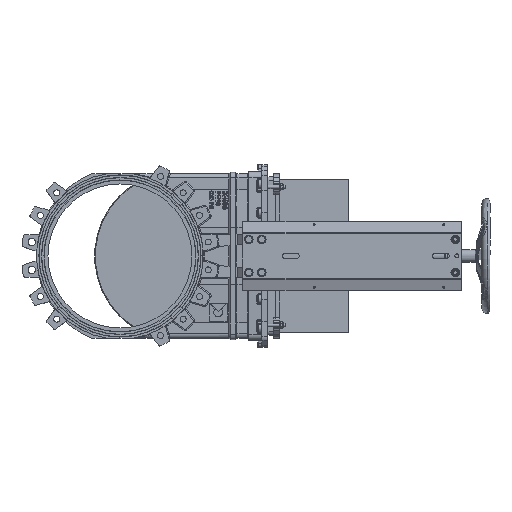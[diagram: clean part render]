
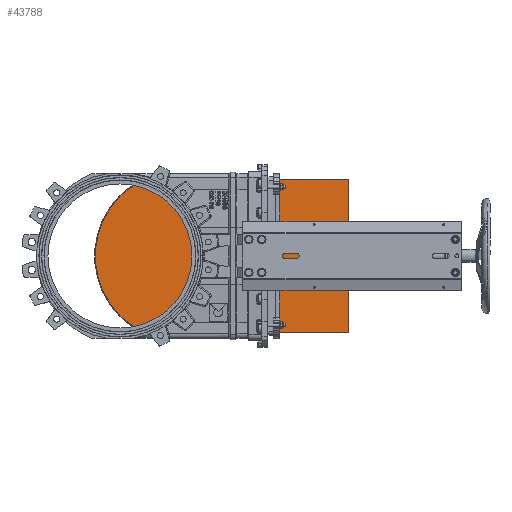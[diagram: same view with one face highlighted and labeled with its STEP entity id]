
A CAD part, top view. The second image highlights one B-rep face of the part: STEP entity #43788.
In plain terms, the highlighted face is planar.
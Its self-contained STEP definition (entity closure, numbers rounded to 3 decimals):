
#820=FACE_BOUND('',#8166,.T.);
#821=FACE_BOUND('',#8167,.T.);
#822=FACE_BOUND('',#8168,.T.);
#823=FACE_BOUND('',#8169,.T.);
#824=FACE_BOUND('',#8170,.T.);
#825=FACE_BOUND('',#8171,.T.);
#1859=PLANE('',#47535);
#5500=FACE_OUTER_BOUND('',#8165,.T.);
#8165=EDGE_LOOP('',(#37744,#37745,#37746,#37747));
#8166=EDGE_LOOP('',(#37748));
#8167=EDGE_LOOP('',(#37749));
#8168=EDGE_LOOP('',(#37750));
#8169=EDGE_LOOP('',(#37751));
#8170=EDGE_LOOP('',(#37752));
#8171=EDGE_LOOP('',(#37753));
#11616=LINE('',#78621,#15270);
#11617=LINE('',#78623,#15271);
#11618=LINE('',#78624,#15272);
#15270=VECTOR('',#56823,10.);
#15271=VECTOR('',#56824,10.);
#15272=VECTOR('',#56825,10.);
#17524=CIRCLE('',#47534,292.);
#17525=CIRCLE('',#47536,6.25);
#17526=CIRCLE('',#47537,6.25);
#17527=CIRCLE('',#47538,6.25);
#17528=CIRCLE('',#47539,6.25);
#17529=CIRCLE('',#47540,6.25);
#17530=CIRCLE('',#47541,6.25);
#20871=VERTEX_POINT('',#78589);
#20874=VERTEX_POINT('',#78605);
#20875=VERTEX_POINT('',#78620);
#20876=VERTEX_POINT('',#78622);
#20877=VERTEX_POINT('',#78625);
#20878=VERTEX_POINT('',#78627);
#20879=VERTEX_POINT('',#78629);
#20880=VERTEX_POINT('',#78631);
#20881=VERTEX_POINT('',#78633);
#20882=VERTEX_POINT('',#78635);
#26691=EDGE_CURVE('',#20874,#20871,#17524,.T.);
#26692=EDGE_CURVE('',#20875,#20874,#11616,.T.);
#26693=EDGE_CURVE('',#20876,#20875,#11617,.T.);
#26694=EDGE_CURVE('',#20871,#20876,#11618,.T.);
#26695=EDGE_CURVE('',#20877,#20877,#17525,.T.);
#26696=EDGE_CURVE('',#20878,#20878,#17526,.T.);
#26697=EDGE_CURVE('',#20879,#20879,#17527,.T.);
#26698=EDGE_CURVE('',#20880,#20880,#17528,.T.);
#26699=EDGE_CURVE('',#20881,#20881,#17529,.T.);
#26700=EDGE_CURVE('',#20882,#20882,#17530,.T.);
#37744=ORIENTED_EDGE('',*,*,#26691,.F.);
#37745=ORIENTED_EDGE('',*,*,#26692,.F.);
#37746=ORIENTED_EDGE('',*,*,#26693,.F.);
#37747=ORIENTED_EDGE('',*,*,#26694,.F.);
#37748=ORIENTED_EDGE('',*,*,#26695,.T.);
#37749=ORIENTED_EDGE('',*,*,#26696,.T.);
#37750=ORIENTED_EDGE('',*,*,#26697,.T.);
#37751=ORIENTED_EDGE('',*,*,#26698,.T.);
#37752=ORIENTED_EDGE('',*,*,#26699,.T.);
#37753=ORIENTED_EDGE('',*,*,#26700,.T.);
#43788=ADVANCED_FACE('',(#5500,#820,#821,#822,#823,#824,#825),#1859,.F.);
#47534=AXIS2_PLACEMENT_3D('',#78618,#56819,#56820);
#47535=AXIS2_PLACEMENT_3D('',#78619,#56821,#56822);
#47536=AXIS2_PLACEMENT_3D('',#78626,#56826,#56827);
#47537=AXIS2_PLACEMENT_3D('',#78628,#56828,#56829);
#47538=AXIS2_PLACEMENT_3D('',#78630,#56830,#56831);
#47539=AXIS2_PLACEMENT_3D('',#78632,#56832,#56833);
#47540=AXIS2_PLACEMENT_3D('',#78634,#56834,#56835);
#47541=AXIS2_PLACEMENT_3D('',#78636,#56836,#56837);
#56819=DIRECTION('center_axis',(0.,0.,1.));
#56820=DIRECTION('ref_axis',(0.,-1.,0.));
#56821=DIRECTION('center_axis',(0.,0.,1.));
#56822=DIRECTION('ref_axis',(1.,0.,0.));
#56823=DIRECTION('',(0.,-1.,0.));
#56824=DIRECTION('',(-1.,0.,0.));
#56825=DIRECTION('',(0.,1.,0.));
#56826=DIRECTION('center_axis',(0.,0.,1.));
#56827=DIRECTION('ref_axis',(-1.,0.,0.));
#56828=DIRECTION('center_axis',(0.,0.,1.));
#56829=DIRECTION('ref_axis',(-1.,0.,0.));
#56830=DIRECTION('center_axis',(0.,0.,1.));
#56831=DIRECTION('ref_axis',(-1.,0.,0.));
#56832=DIRECTION('center_axis',(0.,0.,1.));
#56833=DIRECTION('ref_axis',(-1.,0.,0.));
#56834=DIRECTION('center_axis',(0.,0.,1.));
#56835=DIRECTION('ref_axis',(-1.,0.,0.));
#56836=DIRECTION('center_axis',(0.,0.,1.));
#56837=DIRECTION('ref_axis',(-1.,0.,0.));
#78589=CARTESIAN_POINT('',(264.5,170.292,-6.));
#78605=CARTESIAN_POINT('',(-264.5,170.292,-6.));
#78618=CARTESIAN_POINT('Origin',(0.,294.,-6.));
#78619=CARTESIAN_POINT('Origin',(0.,480.735,
-6.));
#78620=CARTESIAN_POINT('',(-264.5,880.,-6.));
#78621=CARTESIAN_POINT('',(-264.5,165.642,-6.));
#78622=CARTESIAN_POINT('',(264.5,880.,-6.));
#78623=CARTESIAN_POINT('',(-264.5,880.,-6.));
#78624=CARTESIAN_POINT('',(264.5,880.,-6.));
#78625=CARTESIAN_POINT('',(6.25,866.5,-6.));
#78626=CARTESIAN_POINT('Origin',(0.,866.5,-6.));
#78627=CARTESIAN_POINT('',(6.25,841.,-6.));
#78628=CARTESIAN_POINT('Origin',(0.,841.,-6.));
#78629=CARTESIAN_POINT('',(-19.25,870.,-6.));
#78630=CARTESIAN_POINT('Origin',(-25.5,870.,-6.));
#78631=CARTESIAN_POINT('',(31.75,870.,-6.));
#78632=CARTESIAN_POINT('Origin',(25.5,870.,-6.));
#78633=CARTESIAN_POINT('',(31.75,845.,-6.));
#78634=CARTESIAN_POINT('Origin',(25.5,845.,-6.));
#78635=CARTESIAN_POINT('',(-19.25,845.,-6.));
#78636=CARTESIAN_POINT('Origin',(-25.5,845.,-6.));
